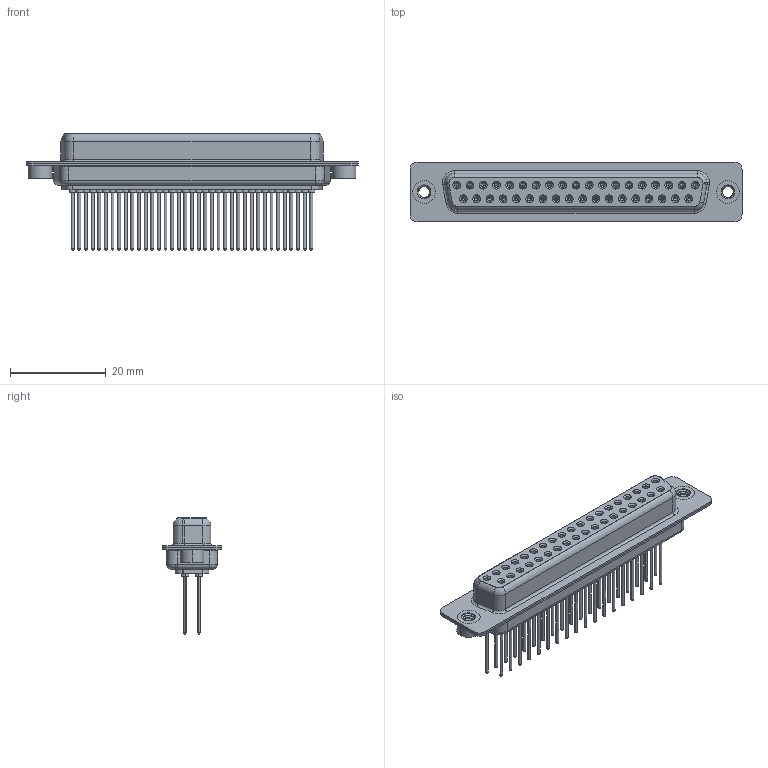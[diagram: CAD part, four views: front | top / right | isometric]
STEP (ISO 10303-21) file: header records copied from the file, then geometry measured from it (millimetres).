
FILE_DESCRIPTION (( 'STEP AP203' ), '1' );
FILE_NAME ('628-M37-623-LT2.STEP', '2020-07-17T07:15:29', ( '' ), ( '' ), 'SwSTEP 2.0', 'SolidWorks 2020', '' );
FILE_SCHEMA (( 'CONFIG_CONTROL_DESIGN' ));
Length unit declared in the file: millimetre
Products named in the file (7): 628M Contact Row 1_23; 628M Shell Front_37 Contacts; 628M Housing_37 Contacts; 628-M37-623-LT2; 628M Shell Rear_37 Contacts; 628M 4-40 Threaded Rivet; 628M Contact Row 2_23
Assembly tree (42 placements, depth 2):
  628-M37-623-LT2
    628M Housing_37 Contacts
    628M Shell Front_37 Contacts
    628M Shell Rear_37 Contacts
    628M Contact Row 1_23  x19
    628M Contact Row 2_23  x18
    628M 4-40 Threaded Rivet  x2
Bounding box: 69.4 x 12.5 x 24.27 mm (x, y, z)
Volume: 5324.2 mm3; surface area: 13135.7 mm2
Topology: 42 solids, 42 shells, 2314 faces, 5349 edges, 3278 vertices
Faces by surface type: cylinder 840, plane 622, torus 581, cone 265, bspline 6
Entity records: 26568 total; most frequent: CARTESIAN_POINT 5585, DIRECTION 4511, ORIENTED_EDGE 3666, AXIS2_PLACEMENT_3D 1920, EDGE_CURVE 1833, VERTEX_POINT 1160, CIRCLE 1067, EDGE_LOOP 1025
